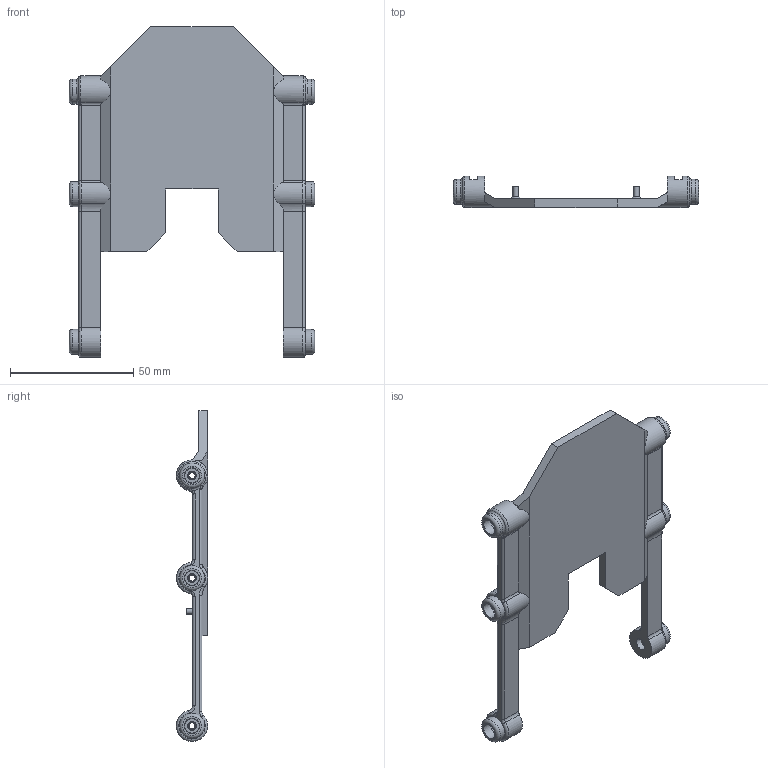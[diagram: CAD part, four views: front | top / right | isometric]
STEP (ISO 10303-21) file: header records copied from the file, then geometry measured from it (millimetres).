
FILE_DESCRIPTION(/* description */ (''),/* implementation_level */ '2;1');
FILE_NAME(/* name */ 'HDD Pi Case.step',/* time_stamp */ '2018-07-26T22:56:03-07:00',/* author */ ('AnsonB'),/* organization */ (''),/* preprocessor_version */ 'ST-DEVELOPER v17',/* originating_system */ 'Autodesk Translation Framework v7.1.0.215',/* authorisation */ '');
FILE_SCHEMA (('AUTOMOTIVE_DESIGN { 1 0 10303 214 3 1 1 }'));
Length unit declared in the file: millimetre
Products named in the file (4): HDD Pi Case; Nuts; 90480A007; Case
Assembly tree (8 placements, depth 3):
  HDD Pi Case
    Nuts
      90480A007  x6
    Case
Bounding box: 99.6 x 12.7 x 134.34 mm (x, y, z)
Volume: 32471.3 mm3; surface area: 22865.8 mm2
Topology: 8 solids, 8 shells, 417 faces, 995 edges, 604 vertices
Faces by surface type: plane 142, cone 128, cylinder 97, torus 32, bspline 18
Full cylindrical faces by diameter (mm): 2.242 x4, 2.474 x7, 3.505 x21, 6.35 x6, 10.143 x6
Entity records: 9071 total; most frequent: CARTESIAN_POINT 3086, DIRECTION 1258, ORIENTED_EDGE 1220, EDGE_CURVE 610, AXIS2_PLACEMENT_3D 500, VERTEX_POINT 374, EDGE_LOOP 290, LINE 258
